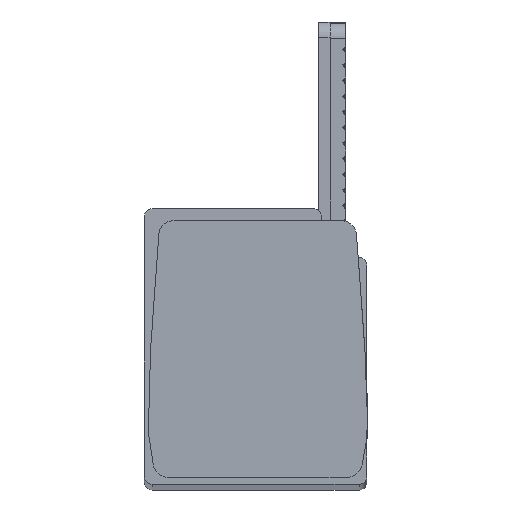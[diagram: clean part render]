
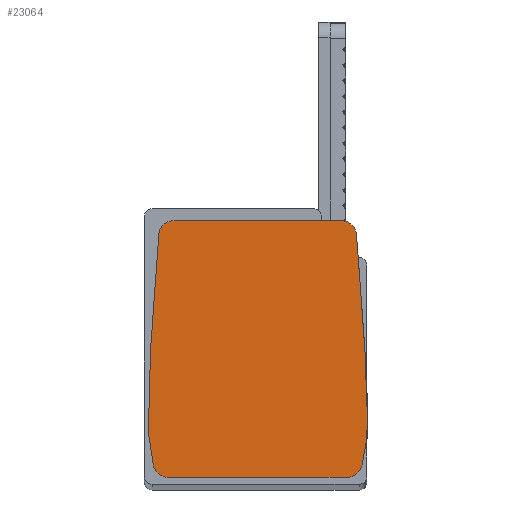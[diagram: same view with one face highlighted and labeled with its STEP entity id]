
A CAD part, top view. The second image highlights one B-rep face of the part: STEP entity #23064.
In plain terms, the highlighted planar face has unit normal (0, 0, 1).
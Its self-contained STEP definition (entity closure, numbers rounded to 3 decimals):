
#1711 = CARTESIAN_POINT ( 'NONE',  ( 734.861, 256.449, 220.276 ) ) ;
#1712 = DIRECTION ( 'NONE',  ( -1., 0., 0. ) ) ;
#1713 = CARTESIAN_POINT ( 'NONE',  ( 734.554, 258.136, 220.276 ) ) ;
#1716 = CARTESIAN_POINT ( 'NONE',  ( 734.524, 260.133, 220.276 ) ) ;
#1718 = CARTESIAN_POINT ( 'NONE',  ( 734.503, 259.565, 220.276 ) ) ;
#1724 = DIRECTION ( 'NONE',  ( 0., 0., -1. ) ) ;
#1729 = CARTESIAN_POINT ( 'NONE',  ( 746.936, 271.155, 220.276 ) ) ;
#1730 = CARTESIAN_POINT ( 'NONE',  ( 734.693, 257.29, 220.276 ) ) ;
#1738 = CARTESIAN_POINT ( 'NONE',  ( 734.583, 261.834, 220.276 ) ) ;
#1741 = CARTESIAN_POINT ( 'NONE',  ( 735.074, 269.196, 220.276 ) ) ;
#1742 = CARTESIAN_POINT ( 'NONE',  ( 734.559, 261.267, 220.276 ) ) ;
#1748 = CARTESIAN_POINT ( 'NONE',  ( 734.72, 264.669, 220.276 ) ) ;
#1764 = CARTESIAN_POINT ( 'NONE',  ( 734.897, 266.933, 220.276 ) ) ;
#3548 = AXIS2_PLACEMENT_3D ( 'NONE', #1729, #1724, #1712 ) ;
#3601 = CIRCLE ( 'NONE', #3548, 0.994 ) ;
#5970 = DIRECTION ( 'NONE',  ( 0., 0., -1. ) ) ;
#5971 = PLANE ( 'NONE',  #20834 ) ;
#5990 = FACE_OUTER_BOUND ( 'NONE', #17927, .T. ) ;
#5991 = CARTESIAN_POINT ( 'NONE',  ( 734.61, 262.401, 220.276 ) ) ;
#6008 = DIRECTION ( 'NONE',  ( -1., 0., 0. ) ) ;
#7247 = EDGE_CURVE ( 'NONE', #16816, #16811, #3601, .T. ) ;
#7249 = EDGE_CURVE ( 'NONE', #16781, #16796, #18722, .T. ) ;
#7316 = EDGE_CURVE ( 'NONE', #16800, #16796, #15625, .T. ) ;
#7320 = EDGE_CURVE ( 'NONE', #16831, #16819, #15629, .T. ) ;
#7324 = EDGE_CURVE ( 'NONE', #16811, #16787, #18733, .T. ) ;
#7353 = EDGE_CURVE ( 'NONE', #16787, #16819, #19512, .T. ) ;
#7355 = EDGE_CURVE ( 'NONE', #16831, #16781, #19529, .T. ) ;
#7358 = EDGE_CURVE ( 'NONE', #16816, #16822, #15823, .T. ) ;
#7363 = EDGE_CURVE ( 'NONE', #16800, #16822, #19502, .T. ) ;
#12998 = CARTESIAN_POINT ( 'NONE',  ( 735.836, 255.649, 220.276 ) ) ;
#13001 = CARTESIAN_POINT ( 'NONE',  ( 746.936, 272.149, 220.276 ) ) ;
#13008 = CARTESIAN_POINT ( 'NONE',  ( 735.074, 269.196, 220.276 ) ) ;
#13023 = CARTESIAN_POINT ( 'NONE',  ( 747.323, 255.649, 220.276 ) ) ;
#13025 = CARTESIAN_POINT ( 'NONE',  ( 734.861, 256.449, 220.276 ) ) ;
#13029 = CARTESIAN_POINT ( 'NONE',  ( 748.297, 256.449, 220.276 ) ) ;
#13034 = CARTESIAN_POINT ( 'NONE',  ( 747.927, 271.23, 220.276 ) ) ;
#13035 = CARTESIAN_POINT ( 'NONE',  ( 735.216, 271.225, 220.276 ) ) ;
#13053 = CARTESIAN_POINT ( 'NONE',  ( 736.208, 272.149, 220.276 ) ) ;
#15271 = ORIENTED_EDGE ( 'NONE', *, *, #7324, .F. ) ;
#15274 = ORIENTED_EDGE ( 'NONE', *, *, #7249, .F. ) ;
#15290 = ORIENTED_EDGE ( 'NONE', *, *, #7320, .T. ) ;
#15297 = ORIENTED_EDGE ( 'NONE', *, *, #7358, .T. ) ;
#15311 = ORIENTED_EDGE ( 'NONE', *, *, #7316, .T. ) ;
#15327 = ORIENTED_EDGE ( 'NONE', *, *, #7247, .F. ) ;
#15357 = ORIENTED_EDGE ( 'NONE', *, *, #7355, .F. ) ;
#15359 = ORIENTED_EDGE ( 'NONE', *, *, #7353, .F. ) ;
#15374 = ORIENTED_EDGE ( 'NONE', *, *, #7363, .F. ) ;
#15623 = CARTESIAN_POINT ( 'NONE',  ( 747.927, 271.23, 220.276 ) ) ;
#15625 = LINE ( 'NONE', #15627, #19498 ) ;
#15627 = CARTESIAN_POINT ( 'NONE',  ( 735.074, 269.196, 220.276 ) ) ;
#15629 = LINE ( 'NONE', #15651, #19479 ) ;
#15633 = CARTESIAN_POINT ( 'NONE',  ( 748.6, 258.11, 220.276 ) ) ;
#15646 = CARTESIAN_POINT ( 'NONE',  ( 748.603, 261.174, 220.276 ) ) ;
#15651 = CARTESIAN_POINT ( 'NONE',  ( 748.131, 255.649, 220.276 ) ) ;
#15655 = CARTESIAN_POINT ( 'NONE',  ( 748.58, 261.731, 220.276 ) ) ;
#15657 = CARTESIAN_POINT ( 'NONE',  ( 748.463, 257.278, 220.276 ) ) ;
#15680 = CARTESIAN_POINT ( 'NONE',  ( 748.152, 268.251, 220.276 ) ) ;
#15683 = DIRECTION ( 'NONE',  ( -0.07, -0.998, 0. ) ) ;
#15699 = CARTESIAN_POINT ( 'NONE',  ( 748.637, 260.06, 220.276 ) ) ;
#15705 = CARTESIAN_POINT ( 'NONE',  ( 748.655, 259.503, 220.276 ) ) ;
#15706 = CARTESIAN_POINT ( 'NONE',  ( 748.297, 256.449, 220.276 ) ) ;
#15709 = DIRECTION ( 'NONE',  ( 1., 0., 0. ) ) ;
#15715 = CARTESIAN_POINT ( 'NONE',  ( 748.412, 265.273, 220.276 ) ) ;
#15762 = DIRECTION ( 'NONE',  ( -1., 0., 0. ) ) ;
#15764 = DIRECTION ( 'NONE',  ( 0., 0., -1. ) ) ;
#15797 = CARTESIAN_POINT ( 'NONE',  ( 747.323, 256.643, 220.276 ) ) ;
#15806 = CARTESIAN_POINT ( 'NONE',  ( 735.281, 272.149, 220.276 ) ) ;
#15812 = DIRECTION ( 'NONE',  ( -1., 0., 0. ) ) ;
#15815 = CARTESIAN_POINT ( 'NONE',  ( 735.836, 256.643, 220.276 ) ) ;
#15818 = DIRECTION ( 'NONE',  ( 0., 0., -1. ) ) ;
#15823 = LINE ( 'NONE', #15806, #19508 ) ;
#15830 = DIRECTION ( 'NONE',  ( -1., 0., 0. ) ) ;
#15837 = DIRECTION ( 'NONE',  ( -1., 0., 0. ) ) ;
#15844 = CARTESIAN_POINT ( 'NONE',  ( 736.208, 271.155, 220.276 ) ) ;
#15855 = DIRECTION ( 'NONE',  ( 0., 0., -1. ) ) ;
#16781 = VERTEX_POINT ( 'NONE', #13025 ) ;
#16787 = VERTEX_POINT ( 'NONE', #13029 ) ;
#16796 = VERTEX_POINT ( 'NONE', #13008 ) ;
#16800 = VERTEX_POINT ( 'NONE', #13035 ) ;
#16811 = VERTEX_POINT ( 'NONE', #13034 ) ;
#16816 = VERTEX_POINT ( 'NONE', #13001 ) ;
#16819 = VERTEX_POINT ( 'NONE', #13023 ) ;
#16822 = VERTEX_POINT ( 'NONE', #13053 ) ;
#16831 = VERTEX_POINT ( 'NONE', #12998 ) ;
#17927 = EDGE_LOOP ( 'NONE', ( #15359, #15271, #15327, #15297, #15374, #15311, #15274, #15357, #15290 ) ) ;
#18722 = B_SPLINE_CURVE_WITH_KNOTS ( 'NONE', 3,
 ( #1711, #1730, #1713, #1718, #1716, #1742, #1738, #1748, #1764, #1741 ),
 .UNSPECIFIED., .F., .F.,
 ( 4, 2, 2, 2, 4 ),
 ( 0., 0.003, 0.004, 0.006, 0.013 ),
 .UNSPECIFIED. ) ;
#18733 = B_SPLINE_CURVE_WITH_KNOTS ( 'NONE', 3,
 ( #15623, #15680, #15715, #15655, #15646, #15699, #15705, #15633, #15657, #15706 ),
 .UNSPECIFIED., .F., .F.,
 ( 4, 2, 2, 2, 4 ),
 ( 0., 0.009, 0.011, 0.012, 0.015 ),
 .UNSPECIFIED. ) ;
#19479 = VECTOR ( 'NONE', #15709, 1000. ) ;
#19498 = VECTOR ( 'NONE', #15683, 1000. ) ;
#19502 = CIRCLE ( 'NONE', #19532, 0.994 ) ;
#19508 = VECTOR ( 'NONE', #15830, 1000. ) ;
#19512 = CIRCLE ( 'NONE', #19550, 0.994 ) ;
#19529 = CIRCLE ( 'NONE', #19548, 0.994 ) ;
#19532 = AXIS2_PLACEMENT_3D ( 'NONE', #15844, #15818, #15837 ) ;
#19548 = AXIS2_PLACEMENT_3D ( 'NONE', #15815, #15855, #15812 ) ;
#19550 = AXIS2_PLACEMENT_3D ( 'NONE', #15797, #15764, #15762 ) ;
#20834 = AXIS2_PLACEMENT_3D ( 'NONE', #5991, #5970, #6008 ) ;
#23064 = ADVANCED_FACE ( 'NONE', ( #5990 ), #5971, .F. ) ;
